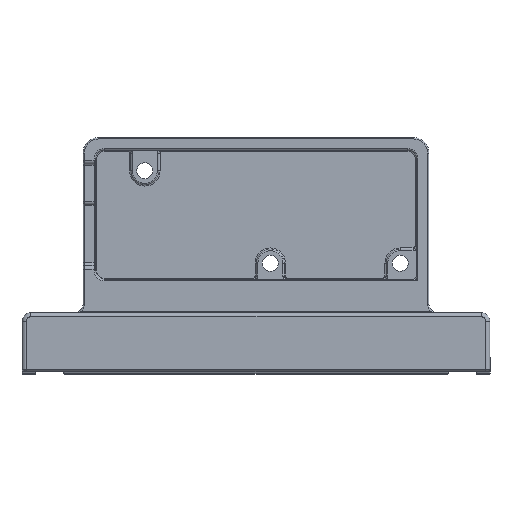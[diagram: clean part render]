
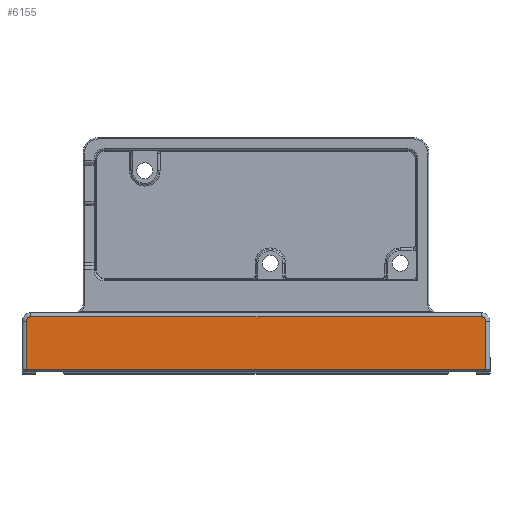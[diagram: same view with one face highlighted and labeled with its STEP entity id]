
A CAD part, top view. The second image highlights one B-rep face of the part: STEP entity #6155.
In plain terms, the highlighted planar face has unit normal (0, 0, 1).
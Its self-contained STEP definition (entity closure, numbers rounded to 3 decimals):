
#90 = ORIENTED_EDGE ( 'NONE', *, *, #6045, .T. ) ;
#310 = ORIENTED_EDGE ( 'NONE', *, *, #5214, .T. ) ;
#359 = LINE ( 'NONE', #7094, #3632 ) ;
#436 = AXIS2_PLACEMENT_3D ( 'NONE', #1340, #1282, #3064 ) ;
#494 = EDGE_CURVE ( 'NONE', #516, #7402, #4167, .T. ) ;
#516 = VERTEX_POINT ( 'NONE', #6749 ) ;
#618 = DIRECTION ( 'NONE',  ( 0., -1., 0. ) ) ;
#625 = CARTESIAN_POINT ( 'NONE',  ( -148.186, 3.509, 18. ) ) ;
#935 = EDGE_CURVE ( 'NONE', #5619, #1829, #2453, .T. ) ;
#1258 = AXIS2_PLACEMENT_3D ( 'NONE', #7148, #5859, #2156 ) ;
#1282 = DIRECTION ( 'NONE',  ( 0., 0., 1. ) ) ;
#1340 = CARTESIAN_POINT ( 'NONE',  ( -18.186, 2.209, 18. ) ) ;
#1562 = DIRECTION ( 'NONE',  ( 0., 0., 1. ) ) ;
#1681 = ORIENTED_EDGE ( 'NONE', *, *, #2709, .T. ) ;
#1829 = VERTEX_POINT ( 'NONE', #4882 ) ;
#2083 = AXIS2_PLACEMENT_3D ( 'NONE', #7144, #1562, #2783 ) ;
#2156 = DIRECTION ( 'NONE',  ( 1., 0., 0. ) ) ;
#2415 = CARTESIAN_POINT ( 'NONE',  ( -16.886, 2.209, 18. ) ) ;
#2453 = CIRCLE ( 'NONE', #2083, 1.3 ) ;
#2709 = EDGE_CURVE ( 'NONE', #6631, #3739, #359, .T. ) ;
#2783 = DIRECTION ( 'NONE',  ( 1., 0., 0. ) ) ;
#3064 = DIRECTION ( 'NONE',  ( 1., 0., 0. ) ) ;
#3424 = CARTESIAN_POINT ( 'NONE',  ( -149.486, -11.677, 18. ) ) ;
#3632 = VECTOR ( 'NONE', #7680, 1000. ) ;
#3739 = VERTEX_POINT ( 'NONE', #4577 ) ;
#3807 = DIRECTION ( 'NONE',  ( -1., 0., 0. ) ) ;
#3927 = ORIENTED_EDGE ( 'NONE', *, *, #494, .T. ) ;
#4167 = CIRCLE ( 'NONE', #436, 1.3 ) ;
#4183 = ORIENTED_EDGE ( 'NONE', *, *, #935, .T. ) ;
#4464 = VECTOR ( 'NONE', #618, 1000. ) ;
#4469 = LINE ( 'NONE', #625, #7553 ) ;
#4577 = CARTESIAN_POINT ( 'NONE',  ( -16.886, -11.677, 18. ) ) ;
#4882 = CARTESIAN_POINT ( 'NONE',  ( -149.486, 2.209, 18. ) ) ;
#4933 = ORIENTED_EDGE ( 'NONE', *, *, #7397, .T. ) ;
#4979 = CARTESIAN_POINT ( 'NONE',  ( -149.486, -11.677, 18. ) ) ;
#5147 = LINE ( 'NONE', #2415, #5849 ) ;
#5214 = EDGE_CURVE ( 'NONE', #3739, #516, #5147, .T. ) ;
#5433 = EDGE_LOOP ( 'NONE', ( #90, #1681, #310, #3927, #4933, #4183 ) ) ;
#5619 = VERTEX_POINT ( 'NONE', #7079 ) ;
#5849 = VECTOR ( 'NONE', #7926, 1000. ) ;
#5859 = DIRECTION ( 'NONE',  ( 0., 0., 1. ) ) ;
#6045 = EDGE_CURVE ( 'NONE', #1829, #6631, #7067, .T. ) ;
#6155 = ADVANCED_FACE ( 'NONE', ( #7853 ), #7641, .T. ) ;
#6631 = VERTEX_POINT ( 'NONE', #3424 ) ;
#6749 = CARTESIAN_POINT ( 'NONE',  ( -16.886, 2.209, 18. ) ) ;
#7067 = LINE ( 'NONE', #4979, #4464 ) ;
#7079 = CARTESIAN_POINT ( 'NONE',  ( -148.186, 3.509, 18. ) ) ;
#7094 = CARTESIAN_POINT ( 'NONE',  ( -16.886, -11.677, 18. ) ) ;
#7144 = CARTESIAN_POINT ( 'NONE',  ( -148.186, 2.209, 18. ) ) ;
#7148 = CARTESIAN_POINT ( 'NONE',  ( 0., 0., 18. ) ) ;
#7397 = EDGE_CURVE ( 'NONE', #7402, #5619, #4469, .T. ) ;
#7402 = VERTEX_POINT ( 'NONE', #7476 ) ;
#7476 = CARTESIAN_POINT ( 'NONE',  ( -18.186, 3.509, 18. ) ) ;
#7553 = VECTOR ( 'NONE', #3807, 1000. ) ;
#7641 = PLANE ( 'NONE',  #1258 ) ;
#7680 = DIRECTION ( 'NONE',  ( 1., 0., 0. ) ) ;
#7853 = FACE_OUTER_BOUND ( 'NONE', #5433, .T. ) ;
#7926 = DIRECTION ( 'NONE',  ( 0., 1., 0. ) ) ;
